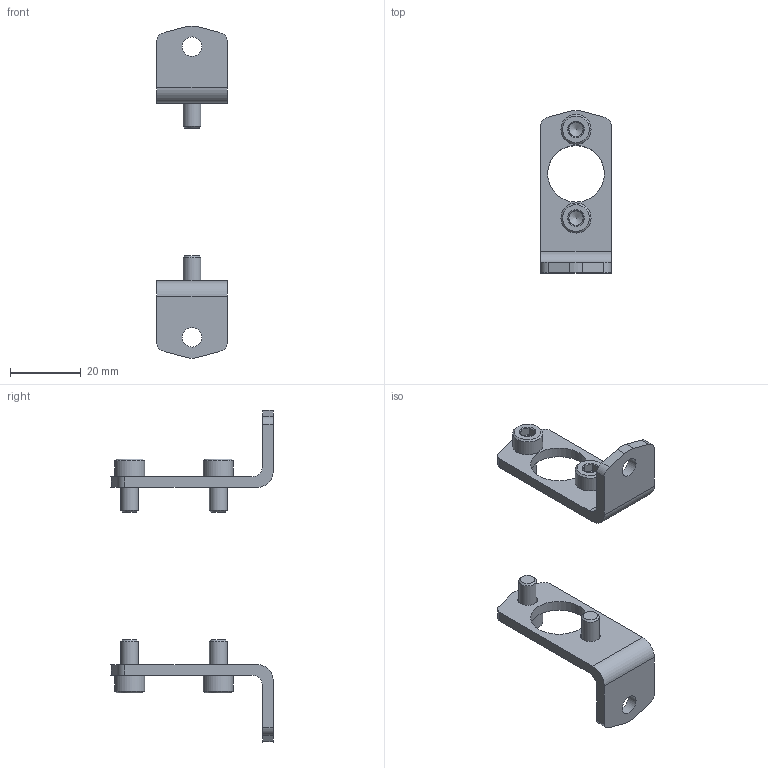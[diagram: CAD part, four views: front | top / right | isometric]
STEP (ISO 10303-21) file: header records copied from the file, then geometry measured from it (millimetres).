
FILE_DESCRIPTION(/* description */ ('STEP AP214'),/* implementation_level */ '2;1');
FILE_NAME(/* name */ '161806_HZF-25',/* time_stamp */ '2024-08-29T13:45:18+02:00',/* author */ ('License CC BY-ND 4.0'),/* organization */ ('CADENAS'),/* preprocessor_version */ 'ST-DEVELOPER v19.3',/* originating_system */ 'PARTsolutions',/* authorisation */ ' ');
FILE_SCHEMA (('AUTOMOTIVE_DESIGN {1 0 10303 214 3 1 1}'));
Length unit declared in the file: millimetre
Products named in the file (3): 161806 HZF-25---(50); 161806 HZF-25---(F); DIN-912 - M5x10(F)
Assembly tree (6 placements, depth 2):
  161806 HZF-25---(50)
    161806 HZF-25---(F)  x2
    DIN-912 - M5x10(F)  x4
Bounding box: 20 x 45.83 x 93.65 mm (x, y, z)
Volume: 7489.4 mm3; surface area: 7015.4 mm2
Topology: 6 solids, 6 shells, 156 faces, 338 edges, 198 vertices
Faces by surface type: plane 80, cone 44, cylinder 32
Full cylindrical faces by diameter (mm): 5 x4, 5.5 x6, 8.5 x4, 16 x2
Entity records: 1451 total; most frequent: DIRECTION 252, CARTESIAN_POINT 248, ORIENTED_EDGE 200, AXIS2_PLACEMENT_3D 101, EDGE_CURVE 100, FACE_BOUND 71, EDGE_LOOP 70, VERTEX_POINT 67
